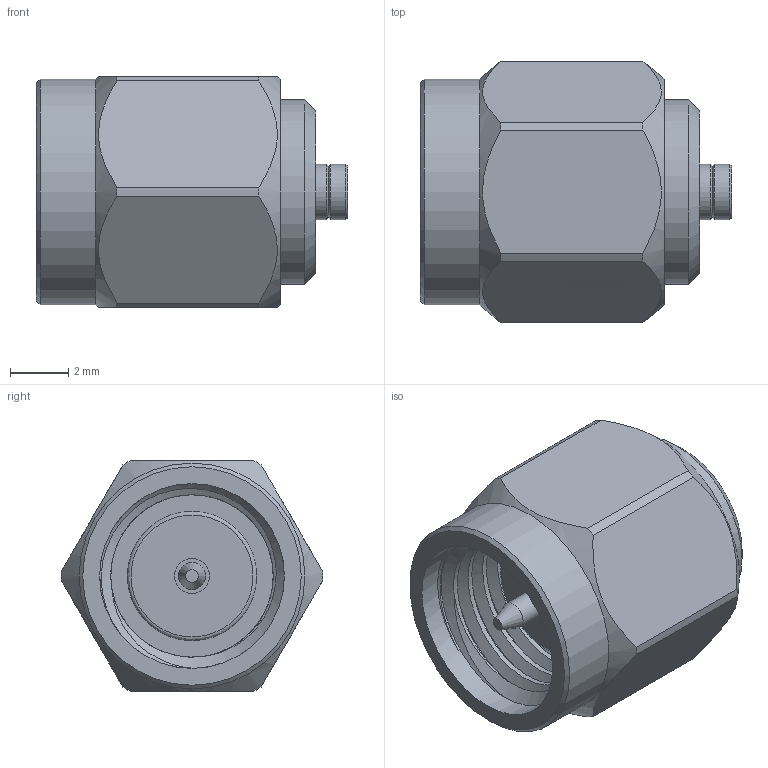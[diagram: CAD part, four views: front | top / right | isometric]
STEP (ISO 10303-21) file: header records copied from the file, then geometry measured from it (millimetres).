
FILE_DESCRIPTION (( 'STEP AP203' ), '1' );
FILE_NAME ('PE91007_3D.step', '2021-07-19T17:15:31', ( '' ), ( '' ), 'SwSTEP 2.0', 'SolidWorks 2021', '' );
FILE_SCHEMA (( 'CONFIG_CONTROL_DESIGN' ));
Length unit declared in the file: inch
Products named in the file (1): PE91007_3D
Bounding box: 10.69 x 8.99 x 7.94 mm (x, y, z)
Volume: 364.3 mm3; surface area: 560.1 mm2
Topology: 1 solids, 1 shells, 55 faces, 137 edges, 93 vertices
Faces by surface type: cylinder 23, plane 17, cone 11, bspline 4
Full cylindrical faces by diameter (mm): 0.508 x1, 0.94 x1, 1.194 x1, 1.702 x1, 1.905 x2, 4.445 x1, 6.35 x7, 6.858 x1, 7.762 x1
Entity records: 3520 total; most frequent: CARTESIAN_POINT 2401, ORIENTED_EDGE 210, DIRECTION 190, EDGE_CURVE 105, VERTEX_POINT 89, AXIS2_PLACEMENT_3D 89, EDGE_LOOP 80, FACE_OUTER_BOUND 61
